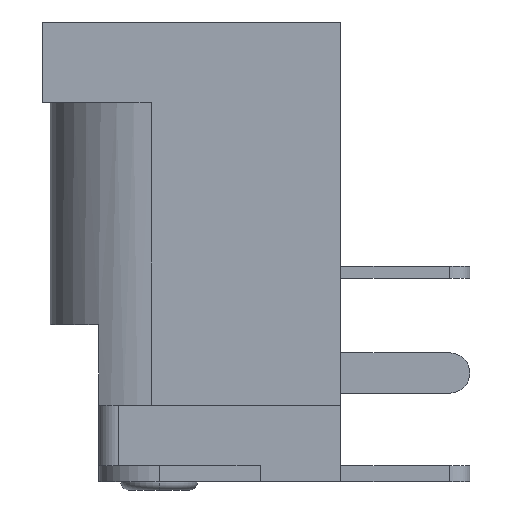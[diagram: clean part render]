
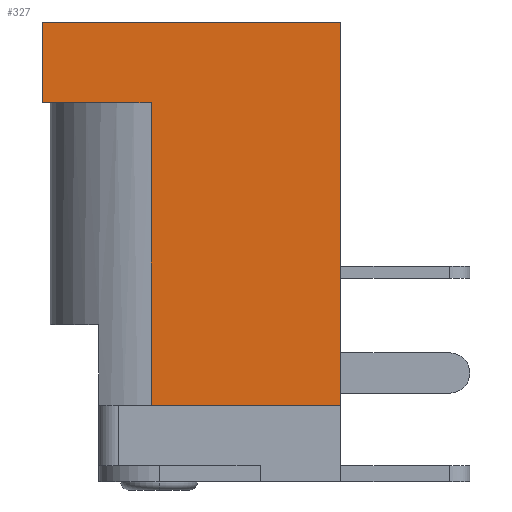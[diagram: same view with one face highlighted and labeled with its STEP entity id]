
A CAD part, left-side view. The second image highlights one B-rep face of the part: STEP entity #327.
In plain terms, the highlighted planar face has unit normal (-1, 0, 0).
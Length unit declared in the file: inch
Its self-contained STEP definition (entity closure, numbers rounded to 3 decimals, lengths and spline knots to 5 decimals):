
#72 = CARTESIAN_POINT ( 'NONE',  ( -0.09843, 0., -0.37402 ) ) ;
#164 = CARTESIAN_POINT ( 'NONE',  ( -0.09843, 0.29134, -0.37402 ) ) ;
#167 = CARTESIAN_POINT ( 'NONE',  ( -0.09843, 0.29134, -0.07874 ) ) ;
#195 = DIRECTION ( 'NONE',  ( 0., -1., 0. ) ) ;
#222 = DIRECTION ( 'NONE',  ( 0., 0., 1. ) ) ;
#264 = CARTESIAN_POINT ( 'NONE',  ( -0.09843, 0., -0.37402 ) ) ;
#268 = VERTEX_POINT ( 'NONE', #2059 ) ;
#280 = ORIENTED_EDGE ( 'NONE', *, *, #1713, .F. ) ;
#327 = ADVANCED_FACE ( 'NONE', ( #1972 ), #1156, .T. ) ;
#418 = CARTESIAN_POINT ( 'NONE',  ( -0.09843, 0., 0. ) ) ;
#423 = VECTOR ( 'NONE', #750, 39.37008 ) ;
#470 = VERTEX_POINT ( 'NONE', #1540 ) ;
#542 = VERTEX_POINT ( 'NONE', #264 ) ;
#553 = EDGE_CURVE ( 'NONE', #542, #1048, #2017, .T. ) ;
#576 = LINE ( 'NONE', #418, #1783 ) ;
#594 = VECTOR ( 'NONE', #825, 39.37008 ) ;
#636 = LINE ( 'NONE', #167, #594 ) ;
#651 = CARTESIAN_POINT ( 'NONE',  ( -0.09843, 0., 0. ) ) ;
#709 = VECTOR ( 'NONE', #195, 39.37008 ) ;
#710 = DIRECTION ( 'NONE',  ( -1., 0., 0. ) ) ;
#749 = VERTEX_POINT ( 'NONE', #1798 ) ;
#750 = DIRECTION ( 'NONE',  ( 0., 0., 1. ) ) ;
#753 = ORIENTED_EDGE ( 'NONE', *, *, #980, .T. ) ;
#781 = EDGE_LOOP ( 'NONE', ( #753, #791, #2014, #280, #1286, #838 ) ) ;
#791 = ORIENTED_EDGE ( 'NONE', *, *, #1541, .T. ) ;
#801 = DIRECTION ( 'NONE',  ( 0., 0., -1. ) ) ;
#825 = DIRECTION ( 'NONE',  ( 0., 1., 0. ) ) ;
#838 = ORIENTED_EDGE ( 'NONE', *, *, #1768, .F. ) ;
#856 = EDGE_CURVE ( 'NONE', #749, #857, #991, .T. ) ;
#857 = VERTEX_POINT ( 'NONE', #1294 ) ;
#980 = EDGE_CURVE ( 'NONE', #268, #470, #2049, .T. ) ;
#991 = LINE ( 'NONE', #164, #1848 ) ;
#1048 = VERTEX_POINT ( 'NONE', #651 ) ;
#1156 = PLANE ( 'NONE',  #1616 ) ;
#1286 = ORIENTED_EDGE ( 'NONE', *, *, #856, .F. ) ;
#1292 = CARTESIAN_POINT ( 'NONE',  ( -0.09843, 0.18504, -0.07874 ) ) ;
#1294 = CARTESIAN_POINT ( 'NONE',  ( -0.09843, 0.29134, 0. ) ) ;
#1334 = VECTOR ( 'NONE', #801, 39.37008 ) ;
#1373 = CARTESIAN_POINT ( 'NONE',  ( -0.09843, 0., -0.37402 ) ) ;
#1529 = DIRECTION ( 'NONE',  ( 0., -1., 0. ) ) ;
#1540 = CARTESIAN_POINT ( 'NONE',  ( -0.09843, 0.18504, -0.37402 ) ) ;
#1541 = EDGE_CURVE ( 'NONE', #470, #542, #1610, .T. ) ;
#1610 = LINE ( 'NONE', #1624, #709 ) ;
#1616 = AXIS2_PLACEMENT_3D ( 'NONE', #72, #710, #222 ) ;
#1624 = CARTESIAN_POINT ( 'NONE',  ( -0.09843, 0., -0.37402 ) ) ;
#1713 = EDGE_CURVE ( 'NONE', #857, #1048, #576, .T. ) ;
#1768 = EDGE_CURVE ( 'NONE', #268, #749, #636, .T. ) ;
#1783 = VECTOR ( 'NONE', #1529, 39.37008 ) ;
#1798 = CARTESIAN_POINT ( 'NONE',  ( -0.09843, 0.29134, -0.07874 ) ) ;
#1848 = VECTOR ( 'NONE', #2028, 39.37008 ) ;
#1972 = FACE_OUTER_BOUND ( 'NONE', #781, .T. ) ;
#2014 = ORIENTED_EDGE ( 'NONE', *, *, #553, .T. ) ;
#2017 = LINE ( 'NONE', #1373, #423 ) ;
#2028 = DIRECTION ( 'NONE',  ( 0., 0., 1. ) ) ;
#2049 = LINE ( 'NONE', #1292, #1334 ) ;
#2059 = CARTESIAN_POINT ( 'NONE',  ( -0.09843, 0.18504, -0.07874 ) ) ;
